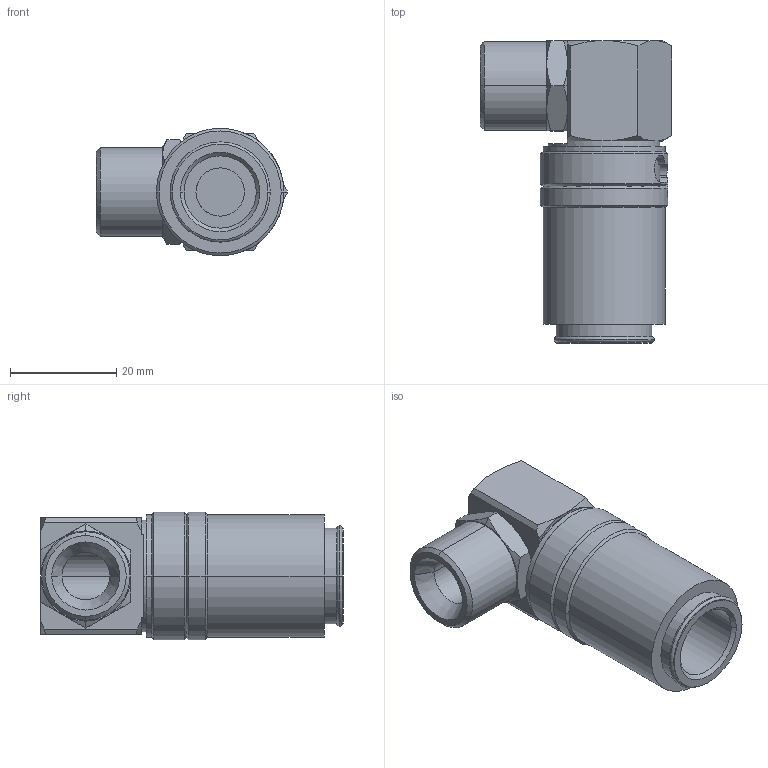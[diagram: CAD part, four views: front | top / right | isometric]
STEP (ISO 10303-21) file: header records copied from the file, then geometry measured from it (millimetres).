
FILE_DESCRIPTION(('STEP AP214'),'1');
FILE_NAME('esdt38al90ab.stp','2020-04-22T06:13:26',('TraceParts'),('TraceParts S.A.'),'Spatial InterOp 3D',' ',' ');
FILE_SCHEMA(('automotive_design'));
Length unit declared in the file: millimetre
Products named in the file (1): 1
Bounding box: 36 x 57 x 24 mm (x, y, z)
Volume: 19817.2 mm3; surface area: 8206.9 mm2
Topology: 1 solids, 1 shells, 105 faces, 248 edges, 150 vertices
Faces by surface type: cone 42, cylinder 30, plane 29, torus 4
Entity records: 4379 total; most frequent: CARTESIAN_POINT 1231, ORIENTED_EDGE 496, DIRECTION 481, EDGE_CURVE 248, AXIS2_PLACEMENT_3D 198, VERTEX_POINT 150, EDGE_LOOP 112, STYLED_ITEM 105
